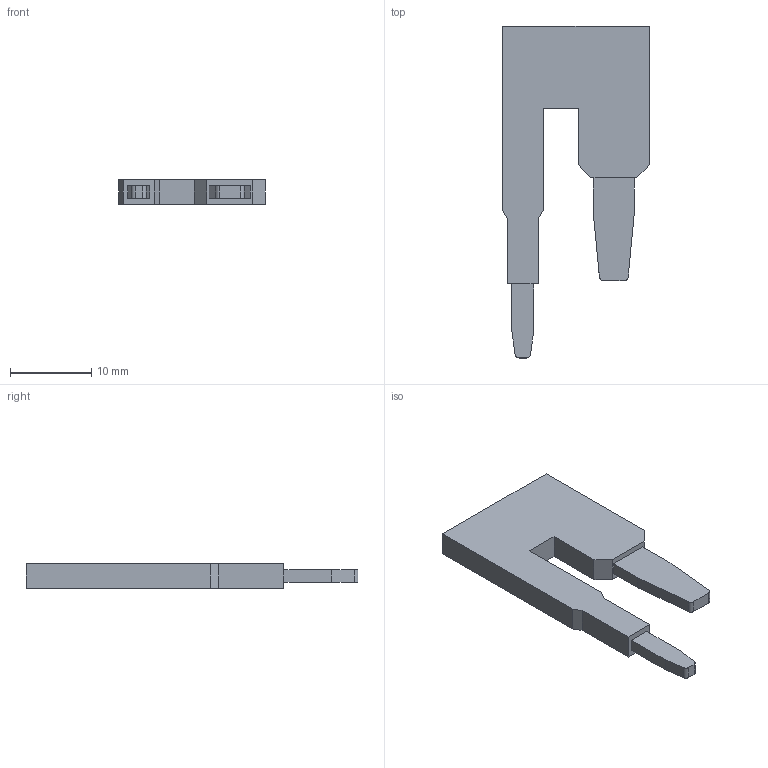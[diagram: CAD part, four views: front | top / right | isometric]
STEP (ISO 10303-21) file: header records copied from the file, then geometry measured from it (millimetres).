
FILE_DESCRIPTION(('STEP AP214'),'1');
FILE_NAME(' ',' ',('TraceParts'),('TraceParts S.A.'),'XStep 1.0',' ',' ');
FILE_SCHEMA(('automotive_design'));
Length unit declared in the file: millimetre
Products named in the file (1): NSYTRALVR162
Bounding box: 18.12 x 40.93 x 3 mm (x, y, z)
Volume: 1184.8 mm3; surface area: 1274 mm2
Topology: 1 solids, 1 shells, 34 faces, 90 edges, 60 vertices
Faces by surface type: plane 30, cylinder 4
Entity records: 1057 total; most frequent: CARTESIAN_POINT 185, ORIENTED_EDGE 180, DIRECTION 168, EDGE_CURVE 90, LINE 82, VECTOR 82, VERTEX_POINT 60, AXIS2_PLACEMENT_3D 43
